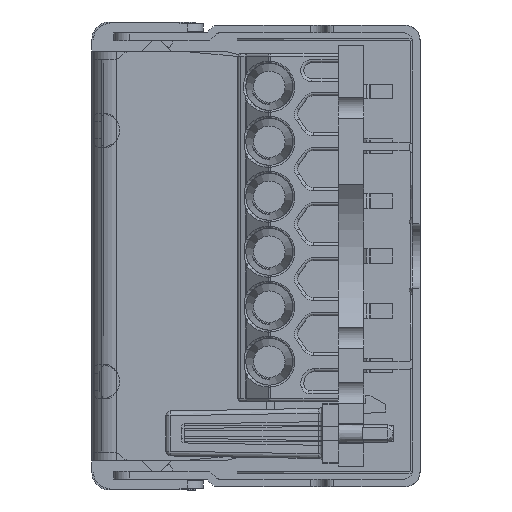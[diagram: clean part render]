
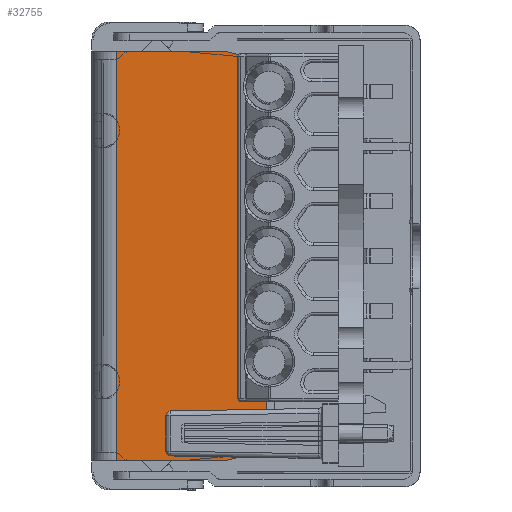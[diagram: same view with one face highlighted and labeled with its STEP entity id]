
A CAD part, left-side view. The second image highlights one B-rep face of the part: STEP entity #32755.
In plain terms, the highlighted planar face has unit normal (-1, 0, 0).
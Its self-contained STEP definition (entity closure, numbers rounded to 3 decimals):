
#1520=CIRCLE($,#34784,3.);
#1523=CIRCLE($,#34789,3.);
#3100=FACE_OUTER_BOUND($,#4902,.T.);
#4902=EDGE_LOOP($,(#21639,#21640,#21641,#21642,#21643,#21644));
#7348=LINE($,#49005,#10324);
#7380=LINE($,#49102,#10356);
#7383=LINE($,#49115,#10359);
#7386=LINE($,#49123,#10362);
#10324=VECTOR($,#38981,26.1);
#10356=VECTOR($,#39083,6.548);
#10359=VECTOR($,#39096,20.1);
#10362=VECTOR($,#39107,6.548);
#13402=VERTEX_POINT($,#48992);
#13405=VERTEX_POINT($,#48999);
#13431=VERTEX_POINT($,#49100);
#13432=VERTEX_POINT($,#49104);
#13435=VERTEX_POINT($,#49112);
#13437=VERTEX_POINT($,#49118);
#16561=EDGE_CURVE($,#13402,#13405,#7348,.T.);
#16609=EDGE_CURVE($,#13405,#13431,#7380,.T.);
#16610=EDGE_CURVE($,#13432,#13431,#1520,.T.);
#16615=EDGE_CURVE($,#13432,#13435,#7383,.T.);
#16617=EDGE_CURVE($,#13437,#13435,#1523,.T.);
#16620=EDGE_CURVE($,#13437,#13402,#7386,.T.);
#21639=ORIENTED_EDGE($,*,*,#16561,.T.);
#21640=ORIENTED_EDGE($,*,*,#16609,.T.);
#21641=ORIENTED_EDGE($,*,*,#16610,.F.);
#21642=ORIENTED_EDGE($,*,*,#16615,.T.);
#21643=ORIENTED_EDGE($,*,*,#16617,.F.);
#21644=ORIENTED_EDGE($,*,*,#16620,.T.);
#30110=PLANE($,#34791);
#32755=ADVANCED_FACE($,(#3100),#30110,.T.);
#34784=AXIS2_PLACEMENT_3D($,#49105,#39086,#39087);
#34789=AXIS2_PLACEMENT_3D($,#49119,#39100,#39101);
#34791=AXIS2_PLACEMENT_3D($,#49122,#39105,#39106);
#38981=DIRECTION($,(0.,0.,-1.));
#39083=DIRECTION($,(0.,-1.,0.));
#39086=DIRECTION('center_axis',(1.,0.,0.));
#39087=DIRECTION('ref_axis',(0.,-0.707,-0.707));
#39096=DIRECTION($,(0.,0.,1.));
#39100=DIRECTION('center_axis',(1.,0.,0.));
#39101=DIRECTION('ref_axis',(0.,-0.707,0.707));
#39105=DIRECTION('center_axis',(-1.,0.,0.));
#39106=DIRECTION('ref_axis',(0.,1.,0.));
#39107=DIRECTION($,(0.,1.,0.));
#48992=CARTESIAN_POINT('',(-151.1,19.34,13.05));
#48999=CARTESIAN_POINT('',(-151.1,19.34,-13.05));
#49005=CARTESIAN_POINT($,(-151.1,19.34,6.525));
#49100=CARTESIAN_POINT('',(-151.1,12.792,-13.05));
#49102=CARTESIAN_POINT($,(-151.1,9.792,-13.05));
#49104=CARTESIAN_POINT('',(-151.1,9.792,-10.05));
#49105=CARTESIAN_POINT('Origin',(-151.1,12.792,-10.05));
#49112=CARTESIAN_POINT('',(-151.1,9.792,10.05));
#49115=CARTESIAN_POINT($,(-151.1,9.792,13.05));
#49118=CARTESIAN_POINT('',(-151.1,12.792,13.05));
#49119=CARTESIAN_POINT('Origin',(-151.1,12.792,10.05));
#49122=CARTESIAN_POINT('Origin',(-151.1,172.142,0.));
#49123=CARTESIAN_POINT($,(-151.1,22.242,13.05));
